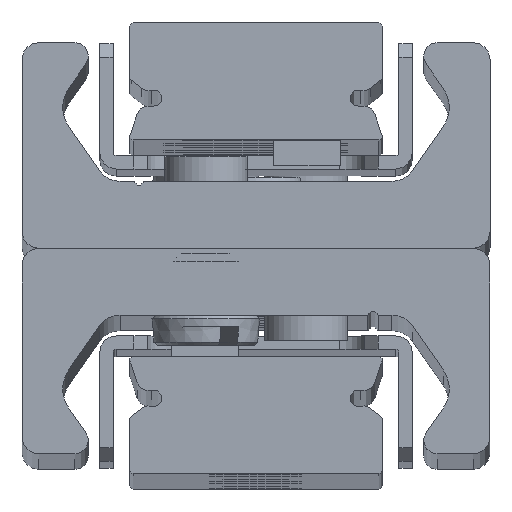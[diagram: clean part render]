
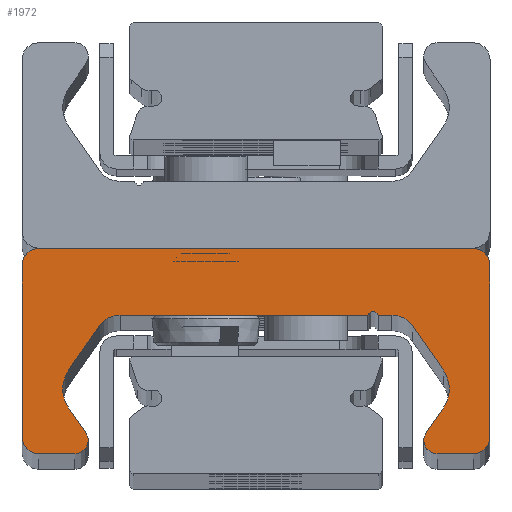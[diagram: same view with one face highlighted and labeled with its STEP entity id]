
A CAD part, top view. The second image highlights one B-rep face of the part: STEP entity #1972.
In plain terms, the highlighted planar face has unit normal (0, 0, 1).
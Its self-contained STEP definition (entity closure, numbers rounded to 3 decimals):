
#1078=CARTESIAN_POINT('',(7.0,0.0,530.0));
#1079=VERTEX_POINT('',#1078);
#1080=CARTESIAN_POINT('',(6.,1.0,530.0));
#1081=VERTEX_POINT('',#1080);
#1082=CARTESIAN_POINT('',(7.0,1.0,530.0));
#1083=DIRECTION('',(0.0,0.0,-1.0));
#1084=DIRECTION('',(-1.0,0.0,0.0));
#1085=AXIS2_PLACEMENT_3D('',#1082,#1083,#1084);
#1086=CIRCLE('',#1085,1.0);
#1087=EDGE_CURVE('',#1079,#1081,#1086,.T.);
#1120=CARTESIAN_POINT('',(6.,11.3,530.0));
#1121=VERTEX_POINT('',#1120);
#1122=CARTESIAN_POINT('',(6.,1.0,530.0));
#1123=DIRECTION('',(0.0,1.0,0.0));
#1124=VECTOR('',#1123,10.3);
#1125=LINE('',#1122,#1124);
#1126=EDGE_CURVE('',#1081,#1121,#1125,.T.);
#1151=CARTESIAN_POINT('',(7.0,12.3,530.0));
#1152=VERTEX_POINT('',#1151);
#1153=CARTESIAN_POINT('',(7.,11.3,530.0));
#1154=DIRECTION('',(0.0,0.0,-1.0));
#1155=DIRECTION('',(0.0,1.0,0.0));
#1156=AXIS2_PLACEMENT_3D('',#1153,#1154,#1155);
#1157=CIRCLE('',#1156,1.0);
#1158=EDGE_CURVE('',#1121,#1152,#1157,.T.);
#1184=CARTESIAN_POINT('',(9.17,12.3,530.0));
#1185=VERTEX_POINT('',#1184);
#1186=CARTESIAN_POINT('',(7.0,12.3,530.0));
#1187=DIRECTION('',(1.0,0.0,0.0));
#1188=VECTOR('',#1187,2.17);
#1189=LINE('',#1186,#1188);
#1190=EDGE_CURVE('',#1152,#1185,#1189,.T.);
#1215=CARTESIAN_POINT('',(9.826,11.041,530.0));
#1216=VERTEX_POINT('',#1215);
#1217=CARTESIAN_POINT('',(9.17,11.5,530.0));
#1218=DIRECTION('',(0.0,0.0,-1.));
#1219=DIRECTION('',(0.819,-0.574,0.0));
#1220=AXIS2_PLACEMENT_3D('',#1217,#1218,#1219);
#1221=CIRCLE('',#1220,0.8);
#1222=EDGE_CURVE('',#1185,#1216,#1221,.T.);
#1248=CARTESIAN_POINT('',(8.794,9.567,530.0));
#1249=VERTEX_POINT('',#1248);
#1250=CARTESIAN_POINT('',(9.826,11.041,530.0));
#1251=DIRECTION('',(-0.574,-0.819,0.0));
#1252=VECTOR('',#1251,1.799);
#1253=LINE('',#1250,#1252);
#1254=EDGE_CURVE('',#1216,#1249,#1253,.T.);
#1279=CARTESIAN_POINT('',(8.794,7.273,530.0));
#1280=VERTEX_POINT('',#1279);
#1281=CARTESIAN_POINT('',(10.432,8.42,530.0));
#1282=DIRECTION('',(0.0,0.0,1.0));
#1283=DIRECTION('',(0.819,-0.574,0.0));
#1284=AXIS2_PLACEMENT_3D('',#1281,#1282,#1283);
#1285=CIRCLE('',#1284,2.0);
#1286=EDGE_CURVE('',#1249,#1280,#1285,.T.);
#1312=CARTESIAN_POINT('',(10.637,4.64,530.0));
#1313=VERTEX_POINT('',#1312);
#1314=CARTESIAN_POINT('',(8.794,7.273,530.0));
#1315=DIRECTION('',(0.574,-0.819,0.0));
#1316=VECTOR('',#1315,3.215);
#1317=LINE('',#1314,#1316);
#1318=EDGE_CURVE('',#1280,#1313,#1317,.T.);
#1343=CARTESIAN_POINT('',(11.866,4.,530.0));
#1344=VERTEX_POINT('',#1343);
#1345=CARTESIAN_POINT('',(11.866,5.5,530.0));
#1346=DIRECTION('',(0.0,0.0,1.0));
#1347=DIRECTION('',(0.819,0.574,0.0));
#1348=AXIS2_PLACEMENT_3D('',#1345,#1346,#1347);
#1349=CIRCLE('',#1348,1.5);
#1350=EDGE_CURVE('',#1313,#1344,#1349,.T.);
#1376=CARTESIAN_POINT('',(12.665,4.,530.0));
#1377=VERTEX_POINT('',#1376);
#1378=CARTESIAN_POINT('',(11.866,4.,530.0));
#1379=DIRECTION('',(1.0,0.0,0.0));
#1380=VECTOR('',#1379,0.798);
#1381=LINE('',#1378,#1380);
#1382=EDGE_CURVE('',#1344,#1377,#1381,.T.);
#1407=CARTESIAN_POINT('',(12.76,3.929,530.0));
#1408=VERTEX_POINT('',#1407);
#1409=CARTESIAN_POINT('',(12.665,3.9,530.0));
#1410=DIRECTION('',(0.0,0.0,-1.0));
#1411=DIRECTION('',(0.958,0.286,0.0));
#1412=AXIS2_PLACEMENT_3D('',#1409,#1410,#1411);
#1413=CIRCLE('',#1412,0.1);
#1414=EDGE_CURVE('',#1377,#1408,#1413,.T.);
#1440=CARTESIAN_POINT('',(13.24,3.929,530.0));
#1441=VERTEX_POINT('',#1440);
#1442=CARTESIAN_POINT('',(13.,4.0,530.0));
#1443=DIRECTION('',(0.0,0.0,1.));
#1444=DIRECTION('',(0.958,0.286,0.0));
#1445=AXIS2_PLACEMENT_3D('',#1442,#1443,#1444);
#1446=CIRCLE('',#1445,0.25);
#1447=EDGE_CURVE('',#1408,#1441,#1446,.T.);
#1473=CARTESIAN_POINT('',(13.335,4.0,530.0));
#1474=VERTEX_POINT('',#1473);
#1475=CARTESIAN_POINT('',(13.335,3.9,530.0));
#1476=DIRECTION('',(0.0,0.0,-1.0));
#1477=DIRECTION('',(0.0,1.0,0.0));
#1478=AXIS2_PLACEMENT_3D('',#1475,#1476,#1477);
#1479=CIRCLE('',#1478,0.1);
#1480=EDGE_CURVE('',#1441,#1474,#1479,.T.);
#1506=CARTESIAN_POINT('',(28.134,4.0,530.0));
#1507=VERTEX_POINT('',#1506);
#1508=CARTESIAN_POINT('',(13.335,4.0,530.0));
#1509=DIRECTION('',(1.0,0.0,0.0));
#1510=VECTOR('',#1509,14.798);
#1511=LINE('',#1508,#1510);
#1512=EDGE_CURVE('',#1474,#1507,#1511,.T.);
#1570=CARTESIAN_POINT('',(29.363,4.64,530.0));
#1571=VERTEX_POINT('',#1570);
#1572=CARTESIAN_POINT('',(28.134,5.5,530.0));
#1573=DIRECTION('',(0.0,0.0,1.0));
#1574=DIRECTION('',(0.0,1.0,0.0));
#1575=AXIS2_PLACEMENT_3D('',#1572,#1573,#1574);
#1576=CIRCLE('',#1575,1.5);
#1577=EDGE_CURVE('',#1507,#1571,#1576,.T.);
#1603=CARTESIAN_POINT('',(31.206,7.273,530.0));
#1604=VERTEX_POINT('',#1603);
#1605=CARTESIAN_POINT('',(29.363,4.64,530.0));
#1606=DIRECTION('',(0.574,0.819,0.0));
#1607=VECTOR('',#1606,3.215);
#1608=LINE('',#1605,#1607);
#1609=EDGE_CURVE('',#1571,#1604,#1608,.T.);
#1634=CARTESIAN_POINT('',(31.206,9.567,530.0));
#1635=VERTEX_POINT('',#1634);
#1636=CARTESIAN_POINT('',(29.568,8.42,530.0));
#1637=DIRECTION('',(0.0,0.0,1.));
#1638=DIRECTION('',(-0.819,0.574,0.0));
#1639=AXIS2_PLACEMENT_3D('',#1636,#1637,#1638);
#1640=CIRCLE('',#1639,2.0);
#1641=EDGE_CURVE('',#1604,#1635,#1640,.T.);
#1667=CARTESIAN_POINT('',(30.174,11.041,530.0));
#1668=VERTEX_POINT('',#1667);
#1669=CARTESIAN_POINT('',(31.206,9.567,530.0));
#1670=DIRECTION('',(-0.574,0.819,0.0));
#1671=VECTOR('',#1670,1.799);
#1672=LINE('',#1669,#1671);
#1673=EDGE_CURVE('',#1635,#1668,#1672,.T.);
#1698=CARTESIAN_POINT('',(30.83,12.3,530.0));
#1699=VERTEX_POINT('',#1698);
#1700=CARTESIAN_POINT('',(30.83,11.5,530.0));
#1701=DIRECTION('',(0.0,0.0,-1.0));
#1702=DIRECTION('',(0.0,1.0,0.0));
#1703=AXIS2_PLACEMENT_3D('',#1700,#1701,#1702);
#1704=CIRCLE('',#1703,0.8);
#1705=EDGE_CURVE('',#1668,#1699,#1704,.T.);
#1731=CARTESIAN_POINT('',(33.0,12.3,530.0));
#1732=VERTEX_POINT('',#1731);
#1733=CARTESIAN_POINT('',(30.83,12.3,530.0));
#1734=DIRECTION('',(1.0,0.0,0.0));
#1735=VECTOR('',#1734,2.17);
#1736=LINE('',#1733,#1735);
#1737=EDGE_CURVE('',#1699,#1732,#1736,.T.);
#1762=CARTESIAN_POINT('',(34.0,11.3,530.0));
#1763=VERTEX_POINT('',#1762);
#1764=CARTESIAN_POINT('',(33.0,11.3,530.0));
#1765=DIRECTION('',(0.0,0.0,-1.0));
#1766=DIRECTION('',(1.0,0.0,0.0));
#1767=AXIS2_PLACEMENT_3D('',#1764,#1765,#1766);
#1768=CIRCLE('',#1767,1.0);
#1769=EDGE_CURVE('',#1732,#1763,#1768,.T.);
#1795=CARTESIAN_POINT('',(34.0,1.0,530.0));
#1796=VERTEX_POINT('',#1795);
#1797=CARTESIAN_POINT('',(34.0,11.3,530.0));
#1798=DIRECTION('',(0.0,-1.0,0.0));
#1799=VECTOR('',#1798,10.3);
#1800=LINE('',#1797,#1799);
#1801=EDGE_CURVE('',#1763,#1796,#1800,.T.);
#1826=CARTESIAN_POINT('',(33.0,0.0,530.0));
#1827=VERTEX_POINT('',#1826);
#1828=CARTESIAN_POINT('',(33.0,1.0,530.0));
#1829=DIRECTION('',(0.0,0.0,-1.0));
#1830=DIRECTION('',(0.0,-1.0,0.0));
#1831=AXIS2_PLACEMENT_3D('',#1828,#1829,#1830);
#1832=CIRCLE('',#1831,1.0);
#1833=EDGE_CURVE('',#1796,#1827,#1832,.T.);
#1859=CARTESIAN_POINT('',(33.0,0.0,530.0));
#1860=DIRECTION('',(-1.0,0.0,0.0));
#1861=VECTOR('',#1860,26.0);
#1862=LINE('',#1859,#1861);
#1863=EDGE_CURVE('',#1827,#1079,#1862,.T.);
#1941=CARTESIAN_POINT('',(19.983,4.783,530.0));
#1942=DIRECTION('',(0.0,0.0,1.0));
#1943=DIRECTION('',(1.0,0.0,0.0));
#1944=AXIS2_PLACEMENT_3D('',#1941,#1942,#1943);
#1945=PLANE('',#1944);
#1946=ORIENTED_EDGE('',*,*,#1087,.F.);
#1947=ORIENTED_EDGE('',*,*,#1863,.F.);
#1948=ORIENTED_EDGE('',*,*,#1833,.F.);
#1949=ORIENTED_EDGE('',*,*,#1801,.F.);
#1950=ORIENTED_EDGE('',*,*,#1769,.F.);
#1951=ORIENTED_EDGE('',*,*,#1737,.F.);
#1952=ORIENTED_EDGE('',*,*,#1705,.F.);
#1953=ORIENTED_EDGE('',*,*,#1673,.F.);
#1954=ORIENTED_EDGE('',*,*,#1641,.F.);
#1955=ORIENTED_EDGE('',*,*,#1609,.F.);
#1956=ORIENTED_EDGE('',*,*,#1577,.F.);
#1957=ORIENTED_EDGE('',*,*,#1512,.F.);
#1958=ORIENTED_EDGE('',*,*,#1480,.F.);
#1959=ORIENTED_EDGE('',*,*,#1447,.F.);
#1960=ORIENTED_EDGE('',*,*,#1414,.F.);
#1961=ORIENTED_EDGE('',*,*,#1382,.F.);
#1962=ORIENTED_EDGE('',*,*,#1350,.F.);
#1963=ORIENTED_EDGE('',*,*,#1318,.F.);
#1964=ORIENTED_EDGE('',*,*,#1286,.F.);
#1965=ORIENTED_EDGE('',*,*,#1254,.F.);
#1966=ORIENTED_EDGE('',*,*,#1222,.F.);
#1967=ORIENTED_EDGE('',*,*,#1190,.F.);
#1968=ORIENTED_EDGE('',*,*,#1158,.F.);
#1969=ORIENTED_EDGE('',*,*,#1126,.F.);
#1970=EDGE_LOOP('',(#1946,#1947,#1948,#1949,#1950,#1951,#1952,#1953,#1954,#1955,#1956,#1957,#1958,#1959,#1960,#1961,#1962,#1963,#1964,#1965,#1966,#1967,#1968,#1969));
#1971=FACE_OUTER_BOUND('',#1970,.T.);
#1972=ADVANCED_FACE('',(#1971),#1945,.T.);
